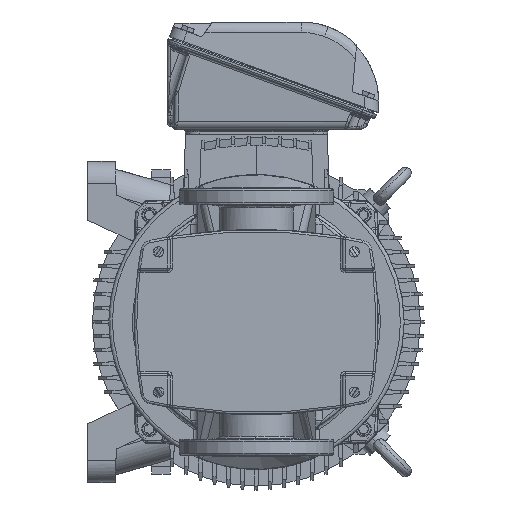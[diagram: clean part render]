
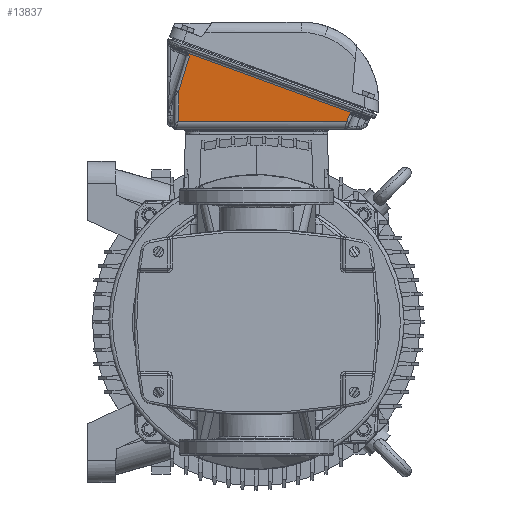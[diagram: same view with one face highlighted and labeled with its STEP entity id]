
A CAD part, front view. The second image highlights one B-rep face of the part: STEP entity #13837.
In plain terms, the highlighted face is planar.
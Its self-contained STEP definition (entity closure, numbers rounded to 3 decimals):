
#1909 = CARTESIAN_POINT ( 'NONE',  ( -14.193, -3.576, -3.626 ) ) ;
#6933 = CARTESIAN_POINT ( 'NONE',  ( -11.134, 5.039, -3.623 ) ) ;
#10801 = VECTOR ( 'NONE', #23418, 39.37 ) ;
#13837 = ADVANCED_FACE ( 'NONE', ( #130212 ), #19574, .T. ) ;
#19574 = PLANE ( 'NONE',  #40067 ) ;
#19906 = B_SPLINE_CURVE_WITH_KNOTS ( 'NONE', 3,
 ( #139229, #29619, #92125, #155564, #75804, #154567, #1909, #126873 ),
 .UNSPECIFIED., .F., .F.,
 ( 4, 2, 2, 4 ),
 ( 0.004, 0.006, 0.007, 0.008 ),
 .UNSPECIFIED. ) ;
#23418 = DIRECTION ( 'NONE',  ( 0.956, -0.292, -0.035 ) ) ;
#25114 = CARTESIAN_POINT ( 'NONE',  ( -11.156, 5.008, -3.623 ) ) ;
#29619 = CARTESIAN_POINT ( 'NONE',  ( -14.306, -3.614, -3.622 ) ) ;
#30862 = ORIENTED_EDGE ( 'NONE', *, *, #41539, .T. ) ;
#36480 = DIRECTION ( 'NONE',  ( -0.92, 0.39, 0.035 ) ) ;
#40067 = AXIS2_PLACEMENT_3D ( 'NONE', #64748, #81093, #127164 ) ;
#41539 = EDGE_CURVE ( 'NONE', #57983, #47729, #19906, .T. ) ;
#43053 = EDGE_CURVE ( 'NONE', #46455, #101830, #116359, .T. ) ;
#43860 = DIRECTION ( 'NONE',  ( 0., 1., 0.012 ) ) ;
#46455 = VERTEX_POINT ( 'NONE', #115957 ) ;
#47729 = VERTEX_POINT ( 'NONE', #107406 ) ;
#48467 = VECTOR ( 'NONE', #43860, 39.37 ) ;
#53080 = CARTESIAN_POINT ( 'NONE',  ( -11.071, 4.972, -3.626 ) ) ;
#53581 = ORIENTED_EDGE ( 'NONE', *, *, #163917, .T. ) ;
#55443 = DIRECTION ( 'NONE',  ( 0.999, 0., -0.033 ) ) ;
#57983 = VERTEX_POINT ( 'NONE', #92955 ) ;
#58248 = VECTOR ( 'NONE', #55443, 39.37 ) ;
#60817 = EDGE_CURVE ( 'NONE', #179736, #46455, #106323, .T. ) ;
#64555 = VECTOR ( 'NONE', #171402, 39.37 ) ;
#64748 = CARTESIAN_POINT ( 'NONE',  ( -15.197, -4.394, -3.602 ) ) ;
#68202 = B_SPLINE_CURVE_WITH_KNOTS ( 'NONE', 3,
 ( #53080, #115525, #131915, #147270, #6933, #69490, #194362, #101194 ),
 .UNSPECIFIED., .F., .F.,
 ( 4, 2, 2, 4 ),
 ( 0., 0.002, 0.003, 0.004 ),
 .UNSPECIFIED. ) ;
#69092 = EDGE_CURVE ( 'NONE', #101830, #188963, #68202, .T. ) ;
#69490 = CARTESIAN_POINT ( 'NONE',  ( -11.147, 5.058, -3.622 ) ) ;
#75804 = CARTESIAN_POINT ( 'NONE',  ( -14.232, -3.586, -3.624 ) ) ;
#81093 = DIRECTION ( 'NONE',  ( 0.033, -0.012, 0.999 ) ) ;
#83142 = LINE ( 'NONE', #85168, #58248 ) ;
#85168 = CARTESIAN_POINT ( 'NONE',  ( -15.197, -4.153, -3.599 ) ) ;
#86087 = ORIENTED_EDGE ( 'NONE', *, *, #118935, .T. ) ;
#91563 = LINE ( 'NONE', #95622, #64555 ) ;
#92125 = CARTESIAN_POINT ( 'NONE',  ( -14.282, -3.603, -3.623 ) ) ;
#92955 = CARTESIAN_POINT ( 'NONE',  ( -14.328, -3.629, -3.622 ) ) ;
#95622 = CARTESIAN_POINT ( 'NONE',  ( -14.502, -4.106, -3.622 ) ) ;
#100638 = ORIENTED_EDGE ( 'NONE', *, *, #196178, .T. ) ;
#101194 = CARTESIAN_POINT ( 'NONE',  ( -11.159, 5.078, -3.622 ) ) ;
#101830 = VERTEX_POINT ( 'NONE', #200473 ) ;
#106323 = LINE ( 'NONE', #184119, #48467 ) ;
#107406 = CARTESIAN_POINT ( 'NONE',  ( -14.181, -3.572, -3.626 ) ) ;
#115525 = CARTESIAN_POINT ( 'NONE',  ( -11.087, 4.988, -3.625 ) ) ;
#115957 = CARTESIAN_POINT ( 'NONE',  ( -10.694, 4.813, -3.64 ) ) ;
#116359 = LINE ( 'NONE', #25114, #127053 ) ;
#118935 = EDGE_CURVE ( 'NONE', #188963, #57983, #91563, .T. ) ;
#124293 = ORIENTED_EDGE ( 'NONE', *, *, #69092, .T. ) ;
#126873 = CARTESIAN_POINT ( 'NONE',  ( -14.181, -3.572, -3.626 ) ) ;
#127053 = VECTOR ( 'NONE', #36480, 39.37 ) ;
#127164 = DIRECTION ( 'NONE',  ( -0.342, -0.94, 0. ) ) ;
#127913 = CARTESIAN_POINT ( 'NONE',  ( -11.159, 5.078, -3.622 ) ) ;
#130212 = FACE_OUTER_BOUND ( 'NONE', #179492, .T. ) ;
#131915 = CARTESIAN_POINT ( 'NONE',  ( -11.104, 5.004, -3.624 ) ) ;
#138263 = CARTESIAN_POINT ( 'NONE',  ( -10.694, -4.153, -3.747 ) ) ;
#139229 = CARTESIAN_POINT ( 'NONE',  ( -14.328, -3.629, -3.622 ) ) ;
#147270 = CARTESIAN_POINT ( 'NONE',  ( -11.127, 5.03, -3.623 ) ) ;
#149373 = CARTESIAN_POINT ( 'NONE',  ( -12.799, -3.995, -3.676 ) ) ;
#149525 = CARTESIAN_POINT ( 'NONE',  ( -12.283, -4.153, -3.695 ) ) ;
#154567 = CARTESIAN_POINT ( 'NONE',  ( -14.206, -3.579, -3.625 ) ) ;
#155564 = CARTESIAN_POINT ( 'NONE',  ( -14.244, -3.59, -3.624 ) ) ;
#157833 = ORIENTED_EDGE ( 'NONE', *, *, #43053, .T. ) ;
#163917 = EDGE_CURVE ( 'NONE', #192128, #179736, #83142, .T. ) ;
#171402 = DIRECTION ( 'NONE',  ( -0.342, -0.94, 0. ) ) ;
#179492 = EDGE_LOOP ( 'NONE', ( #86087, #30862, #100638, #53581, #181488, #157833, #124293 ) ) ;
#179736 = VERTEX_POINT ( 'NONE', #138263 ) ;
#181488 = ORIENTED_EDGE ( 'NONE', *, *, #60817, .T. ) ;
#184119 = CARTESIAN_POINT ( 'NONE',  ( -10.694, 5.811, -3.628 ) ) ;
#188963 = VERTEX_POINT ( 'NONE', #127913 ) ;
#192128 = VERTEX_POINT ( 'NONE', #149525 ) ;
#194362 = CARTESIAN_POINT ( 'NONE',  ( -11.154, 5.068, -3.622 ) ) ;
#195485 = LINE ( 'NONE', #149373, #10801 ) ;
#196178 = EDGE_CURVE ( 'NONE', #47729, #192128, #195485, .T. ) ;
#200473 = CARTESIAN_POINT ( 'NONE',  ( -11.071, 4.972, -3.626 ) ) ;
